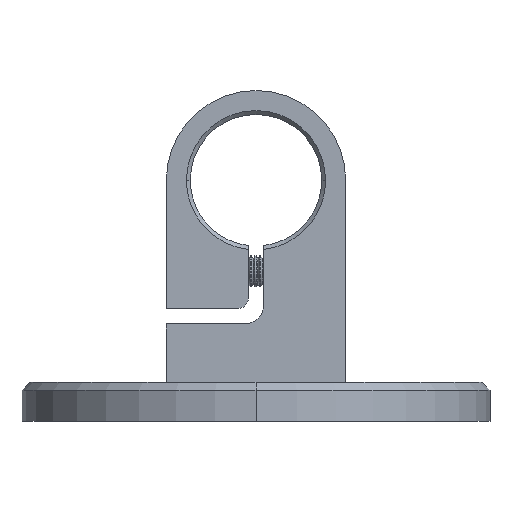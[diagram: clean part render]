
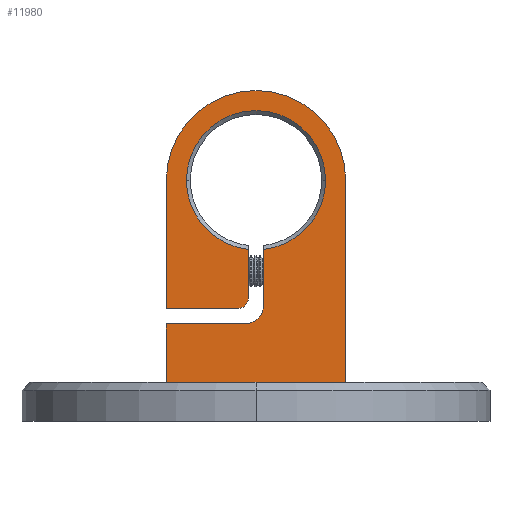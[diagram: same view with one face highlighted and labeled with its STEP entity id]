
A CAD part, front view. The second image highlights one B-rep face of the part: STEP entity #11980.
In plain terms, the highlighted face is planar.
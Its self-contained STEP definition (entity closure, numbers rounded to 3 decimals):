
#70 = CARTESIAN_POINT ( 'NONE',  ( 8., 51.85, 23. ) ) ;
#195 = ORIENTED_EDGE ( 'NONE', *, *, #228, .T. ) ;
#228 = EDGE_CURVE ( 'NONE', #4565, #4935, #21986, .T. ) ;
#337 = CARTESIAN_POINT ( 'NONE',  ( 8., 34.112, -2. ) ) ;
#609 = ORIENTED_EDGE ( 'NONE', *, *, #22703, .F. ) ;
#931 = DIRECTION ( 'NONE',  ( 0., 0., -1. ) ) ;
#976 = VECTOR ( 'NONE', #5778, 1000. ) ;
#1107 = CARTESIAN_POINT ( 'NONE',  ( 8., 34.112, 2. ) ) ;
#1531 = DIRECTION ( 'NONE',  ( -1., 0., 0. ) ) ;
#1633 = DIRECTION ( 'NONE',  ( -1., 0., 0. ) ) ;
#2008 = CARTESIAN_POINT ( 'NONE',  ( 8., 19., 23. ) ) ;
#2058 = VECTOR ( 'NONE', #8318, 1000. ) ;
#2190 = VERTEX_POINT ( 'NONE', #337 ) ;
#2227 = LINE ( 'NONE', #70, #20736 ) ;
#2501 = EDGE_CURVE ( 'NONE', #19362, #9948, #12077, .T. ) ;
#2507 = CARTESIAN_POINT ( 'NONE',  ( 8., 51.85, 23. ) ) ;
#2578 = DIRECTION ( 'NONE',  ( -1., 0., 0. ) ) ;
#2780 = CARTESIAN_POINT ( 'NONE',  ( 8., 15., 23. ) ) ;
#2967 = VERTEX_POINT ( 'NONE', #12845 ) ;
#3307 = EDGE_CURVE ( 'NONE', #9948, #4846, #16250, .T. ) ;
#3898 = EDGE_CURVE ( 'NONE', #16307, #2190, #20754, .T. ) ;
#4297 = ORIENTED_EDGE ( 'NONE', *, *, #2501, .T. ) ;
#4417 = EDGE_CURVE ( 'NONE', #16491, #10513, #2227, .T. ) ;
#4565 = VERTEX_POINT ( 'NONE', #9101 ) ;
#4583 = VECTOR ( 'NONE', #18812, 1000. ) ;
#4725 = CARTESIAN_POINT ( 'NONE',  ( 8., 19., 4.5 ) ) ;
#4846 = VERTEX_POINT ( 'NONE', #22470 ) ;
#4935 = VERTEX_POINT ( 'NONE', #8126 ) ;
#5177 = CARTESIAN_POINT ( 'NONE',  ( 8., 51.85, 0. ) ) ;
#5272 = CARTESIAN_POINT ( 'NONE',  ( 8., 51.85, 0. ) ) ;
#5486 = ORIENTED_EDGE ( 'NONE', *, *, #10003, .F. ) ;
#5720 = FACE_OUTER_BOUND ( 'NONE', #16837, .T. ) ;
#5778 = DIRECTION ( 'NONE',  ( 0., -1., 0. ) ) ;
#5905 = CARTESIAN_POINT ( 'NONE',  ( 8., 0., 23. ) ) ;
#6147 = ORIENTED_EDGE ( 'NONE', *, *, #3898, .F. ) ;
#6197 = LINE ( 'NONE', #8708, #2058 ) ;
#6217 = EDGE_CURVE ( 'NONE', #20513, #2967, #11793, .T. ) ;
#6604 = AXIS2_PLACEMENT_3D ( 'NONE', #5177, #1531, #7039 ) ;
#7039 = DIRECTION ( 'NONE',  ( 0., 0., -1. ) ) ;
#7076 = DIRECTION ( 'NONE',  ( 1., 0., 0. ) ) ;
#7164 = CARTESIAN_POINT ( 'NONE',  ( 8., 19., 4.5 ) ) ;
#8003 = CARTESIAN_POINT ( 'NONE',  ( 8., 15., 23. ) ) ;
#8126 = CARTESIAN_POINT ( 'NONE',  ( 8., 0., -23. ) ) ;
#8160 = DIRECTION ( 'NONE',  ( 0., 0., -1. ) ) ;
#8318 = DIRECTION ( 'NONE',  ( 0., 1., 0. ) ) ;
#8708 = CARTESIAN_POINT ( 'NONE',  ( 8., 0., -23. ) ) ;
#8869 = DIRECTION ( 'NONE',  ( 0., 0., 1. ) ) ;
#9020 = ORIENTED_EDGE ( 'NONE', *, *, #11173, .F. ) ;
#9101 = CARTESIAN_POINT ( 'NONE',  ( 8., 0., 23. ) ) ;
#9268 = ORIENTED_EDGE ( 'NONE', *, *, #21138, .T. ) ;
#9359 = ORIENTED_EDGE ( 'NONE', *, *, #11730, .T. ) ;
#9440 = ORIENTED_EDGE ( 'NONE', *, *, #13746, .T. ) ;
#9654 = LINE ( 'NONE', #2507, #12742 ) ;
#9896 = AXIS2_PLACEMENT_3D ( 'NONE', #16016, #7076, #8160 ) ;
#9948 = VERTEX_POINT ( 'NONE', #10306 ) ;
#10003 = EDGE_CURVE ( 'NONE', #12280, #10513, #11106, .T. ) ;
#10251 = CARTESIAN_POINT ( 'NONE',  ( 8., 20., -2. ) ) ;
#10306 = CARTESIAN_POINT ( 'NONE',  ( 8., 51.85, 17.85 ) ) ;
#10445 = DIRECTION ( 'NONE',  ( 0., 0., -1. ) ) ;
#10513 = VERTEX_POINT ( 'NONE', #2008 ) ;
#11054 = CARTESIAN_POINT ( 'NONE',  ( 8., 35.119, 2. ) ) ;
#11106 = LINE ( 'NONE', #7164, #11681 ) ;
#11173 = EDGE_CURVE ( 'NONE', #18649, #12280, #20389, .T. ) ;
#11681 = VECTOR ( 'NONE', #8869, 1000. ) ;
#11730 = EDGE_CURVE ( 'NONE', #20513, #4565, #9654, .T. ) ;
#11793 = LINE ( 'NONE', #8003, #21362 ) ;
#11980 = ADVANCED_FACE ( 'NONE', ( #5720 ), #14032, .T. ) ;
#12077 = CIRCLE ( 'NONE', #17113, 17.85 ) ;
#12100 = ORIENTED_EDGE ( 'NONE', *, *, #4417, .T. ) ;
#12188 = DIRECTION ( 'NONE',  ( 0., 0., -1. ) ) ;
#12280 = VERTEX_POINT ( 'NONE', #4725 ) ;
#12673 = AXIS2_PLACEMENT_3D ( 'NONE', #19194, #22978, #20995 ) ;
#12690 = ORIENTED_EDGE ( 'NONE', *, *, #6217, .F. ) ;
#12727 = DIRECTION ( 'NONE',  ( 0., -1., 0. ) ) ;
#12742 = VECTOR ( 'NONE', #20524, 1000. ) ;
#12845 = CARTESIAN_POINT ( 'NONE',  ( 8., 15., 3. ) ) ;
#13105 = DIRECTION ( 'NONE',  ( 0., 0., -1. ) ) ;
#13263 = ORIENTED_EDGE ( 'NONE', *, *, #22734, .T. ) ;
#13554 = CIRCLE ( 'NONE', #21103, 17.85 ) ;
#13746 = EDGE_CURVE ( 'NONE', #17641, #16491, #22276, .T. ) ;
#14032 = PLANE ( 'NONE',  #12673 ) ;
#14238 = CARTESIAN_POINT ( 'NONE',  ( 8., 20., -2. ) ) ;
#14946 = CARTESIAN_POINT ( 'NONE',  ( 8., 51.85, 23. ) ) ;
#15655 = CARTESIAN_POINT ( 'NONE',  ( 8., 51.85, -23. ) ) ;
#15701 = DIRECTION ( 'NONE',  ( 1., 0., 0. ) ) ;
#16016 = CARTESIAN_POINT ( 'NONE',  ( 8., 20., 3. ) ) ;
#16109 = DIRECTION ( 'NONE',  ( -1., 0., 0. ) ) ;
#16250 = CIRCLE ( 'NONE', #6604, 17.85 ) ;
#16307 = VERTEX_POINT ( 'NONE', #14238 ) ;
#16491 = VERTEX_POINT ( 'NONE', #14946 ) ;
#16791 = CARTESIAN_POINT ( 'NONE',  ( 8., 51.85, 0. ) ) ;
#16837 = EDGE_LOOP ( 'NONE', ( #22910, #4297, #18637, #9268, #6147, #609, #12690, #9359, #195, #13263, #9440, #12100, #5486, #9020 ) ) ;
#17113 = AXIS2_PLACEMENT_3D ( 'NONE', #16791, #2578, #13105 ) ;
#17473 = DIRECTION ( 'NONE',  ( 0., 1., 0. ) ) ;
#17641 = VERTEX_POINT ( 'NONE', #15655 ) ;
#17857 = CARTESIAN_POINT ( 'NONE',  ( 8., 21.5, 2. ) ) ;
#18637 = ORIENTED_EDGE ( 'NONE', *, *, #3307, .T. ) ;
#18649 = VERTEX_POINT ( 'NONE', #17857 ) ;
#18812 = DIRECTION ( 'NONE',  ( 0., 0., -1. ) ) ;
#19194 = CARTESIAN_POINT ( 'NONE',  ( 8., 51.85, 0. ) ) ;
#19362 = VERTEX_POINT ( 'NONE', #1107 ) ;
#19430 = CIRCLE ( 'NONE', #9896, 5. ) ;
#19581 = CARTESIAN_POINT ( 'NONE',  ( 8., 51.85, 0. ) ) ;
#20049 = DIRECTION ( 'NONE',  ( 0., 0., 1. ) ) ;
#20197 = EDGE_CURVE ( 'NONE', #19362, #18649, #21452, .T. ) ;
#20389 = CIRCLE ( 'NONE', #21274, 2.5 ) ;
#20513 = VERTEX_POINT ( 'NONE', #2780 ) ;
#20524 = DIRECTION ( 'NONE',  ( 0., -1., 0. ) ) ;
#20736 = VECTOR ( 'NONE', #12727, 1000. ) ;
#20754 = LINE ( 'NONE', #10251, #22465 ) ;
#20773 = CARTESIAN_POINT ( 'NONE',  ( 8., 21.5, 4.5 ) ) ;
#20995 = DIRECTION ( 'NONE',  ( 0., 0., -1. ) ) ;
#20998 = AXIS2_PLACEMENT_3D ( 'NONE', #19581, #15701, #10445 ) ;
#21103 = AXIS2_PLACEMENT_3D ( 'NONE', #5272, #1633, #12188 ) ;
#21138 = EDGE_CURVE ( 'NONE', #4846, #2190, #13554, .T. ) ;
#21274 = AXIS2_PLACEMENT_3D ( 'NONE', #20773, #16109, #20049 ) ;
#21362 = VECTOR ( 'NONE', #931, 1000. ) ;
#21452 = LINE ( 'NONE', #11054, #976 ) ;
#21986 = LINE ( 'NONE', #5905, #4583 ) ;
#22276 = CIRCLE ( 'NONE', #20998, 23. ) ;
#22465 = VECTOR ( 'NONE', #17473, 1000. ) ;
#22470 = CARTESIAN_POINT ( 'NONE',  ( 8., 51.85, -17.85 ) ) ;
#22703 = EDGE_CURVE ( 'NONE', #2967, #16307, #19430, .T. ) ;
#22734 = EDGE_CURVE ( 'NONE', #4935, #17641, #6197, .T. ) ;
#22910 = ORIENTED_EDGE ( 'NONE', *, *, #20197, .F. ) ;
#22978 = DIRECTION ( 'NONE',  ( 1., 0., 0. ) ) ;
